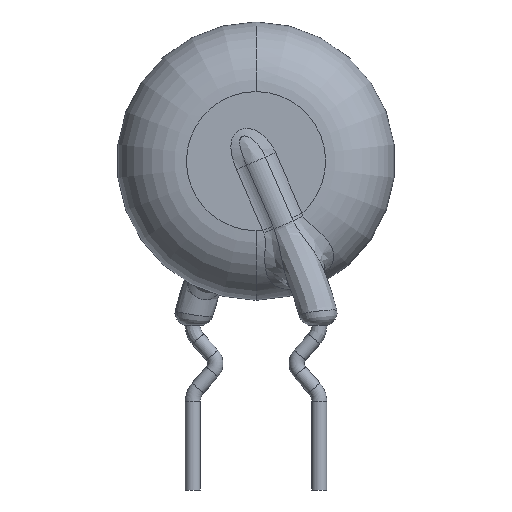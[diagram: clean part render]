
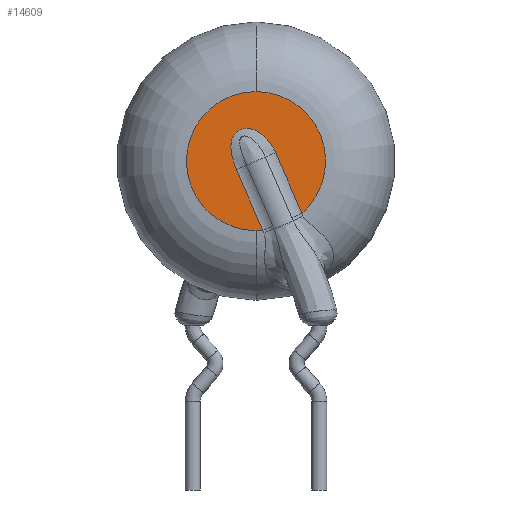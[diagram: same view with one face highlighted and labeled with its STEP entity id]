
A CAD part, front view. The second image highlights one B-rep face of the part: STEP entity #14609.
In plain terms, the highlighted planar face has unit normal (0, -1, 0).
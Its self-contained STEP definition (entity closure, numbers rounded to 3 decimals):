
#106 = LINE ( 'NONE', #3819, #2547 ) ;
#145 = CARTESIAN_POINT ( 'NONE',  ( -0.727, -2.75, 7.691 ) ) ;
#155 = VERTEX_POINT ( 'NONE', #3369 ) ;
#169 = CIRCLE ( 'NONE', #672, 2.75 ) ;
#394 = EDGE_LOOP ( 'NONE', ( #10388, #16673, #504, #12756, #1762, #9898 ) ) ;
#504 = ORIENTED_EDGE ( 'NONE', *, *, #5759, .T. ) ;
#672 = AXIS2_PLACEMENT_3D ( 'NONE', #16037, #10951, #9759 ) ;
#821 = EDGE_CURVE ( 'NONE', #7670, #13576, #13495, .T. ) ;
#927 = DIRECTION ( 'NONE',  ( 0., 0., 1. ) ) ;
#1157 = CARTESIAN_POINT ( 'NONE',  ( -0.993, -2.75, 7.097 ) ) ;
#1281 = VERTEX_POINT ( 'NONE', #15435 ) ;
#1335 = CARTESIAN_POINT ( 'NONE',  ( -0.884, -2.75, 6.44 ) ) ;
#1390 = CARTESIAN_POINT ( 'NONE',  ( -0.774, -2.75, 6.164 ) ) ;
#1502 = CARTESIAN_POINT ( 'NONE',  ( -0.22, -2.75, 7.779 ) ) ;
#1614 = CIRCLE ( 'NONE', #12146, 2.75 ) ;
#1651 = DIRECTION ( 'NONE',  ( 0., 1., 0. ) ) ;
#1762 = ORIENTED_EDGE ( 'NONE', *, *, #821, .F. ) ;
#2458 = CARTESIAN_POINT ( 'NONE',  ( 0., -2.75, 9.25 ) ) ;
#2547 = VECTOR ( 'NONE', #6607, 1000. ) ;
#3369 = CARTESIAN_POINT ( 'NONE',  ( 0., -2.75, 3.75 ) ) ;
#3409 = VECTOR ( 'NONE', #3756, 1000. ) ;
#3756 = DIRECTION ( 'NONE',  ( -0.398, 0., 0.917 ) ) ;
#3819 = CARTESIAN_POINT ( 'NONE',  ( 0.774, -2.75, 6.836 ) ) ;
#4025 = CARTESIAN_POINT ( 'NONE',  ( -0.004, -2.75, 7.716 ) ) ;
#4807 = CARTESIAN_POINT ( 'NONE',  ( 0., -2.75, 6.5 ) ) ;
#5277 = CARTESIAN_POINT ( 'NONE',  ( -0.293, -2.75, 7.792 ) ) ;
#5289 = AXIS2_PLACEMENT_3D ( 'NONE', #4807, #15508, #927 ) ;
#5319 = CARTESIAN_POINT ( 'NONE',  ( -0.774, -2.75, 6.164 ) ) ;
#5759 = EDGE_CURVE ( 'NONE', #12755, #1281, #8192, .T. ) ;
#6179 = CARTESIAN_POINT ( 'NONE',  ( 0., -2.75, 6.5 ) ) ;
#6301 = CARTESIAN_POINT ( 'NONE',  ( -0.964, -2.75, 7.317 ) ) ;
#6390 = CARTESIAN_POINT ( 'NONE',  ( -0.943, -2.75, 7.391 ) ) ;
#6477 = CARTESIAN_POINT ( 'NONE',  ( -0.835, -2.75, 7.589 ) ) ;
#6607 = DIRECTION ( 'NONE',  ( 0.398, 0., -0.917 ) ) ;
#7112 = EDGE_CURVE ( 'NONE', #1281, #13576, #106, .T. ) ;
#7191 = FACE_OUTER_BOUND ( 'NONE', #394, .T. ) ;
#7670 = VERTEX_POINT ( 'NONE', #2458 ) ;
#8192 = B_SPLINE_CURVE_WITH_KNOTS ( 'NONE', 3,
 ( #10487, #15583, #1335, #12759, #9028, #1157, #15493, #6301, #6390, #15755, #6477, #145, #9203, #11741, #13097, #5277, #1502, #4025, #11500, #14389, #11660, #10321, #14217, #16760 ),
 .UNSPECIFIED., .F., .F.,
 ( 4, 2, 2, 2, 2, 2, 2, 2, 2, 2, 2, 4 ),
 ( 0., 0., 0.001, 0.001, 0.001, 0.002, 0.002, 0.002, 0.002, 0.003, 0.003, 0.004 ),
 .UNSPECIFIED. ) ;
#8678 = EDGE_CURVE ( 'NONE', #9039, #12755, #16490, .T. ) ;
#8781 = EDGE_CURVE ( 'NONE', #9039, #155, #169, .T. ) ;
#9028 = CARTESIAN_POINT ( 'NONE',  ( -0.987, -2.75, 6.874 ) ) ;
#9039 = VERTEX_POINT ( 'NONE', #9374 ) ;
#9203 = CARTESIAN_POINT ( 'NONE',  ( -0.661, -2.75, 7.732 ) ) ;
#9374 = CARTESIAN_POINT ( 'NONE',  ( 0.267, -2.75, 3.763 ) ) ;
#9710 = AXIS2_PLACEMENT_3D ( 'NONE', #13257, #1651, #11970 ) ;
#9759 = DIRECTION ( 'NONE',  ( 0., 0., 1. ) ) ;
#9898 = ORIENTED_EDGE ( 'NONE', *, *, #16345, .F. ) ;
#10321 = CARTESIAN_POINT ( 'NONE',  ( 0.64, -2.75, 7.105 ) ) ;
#10388 = ORIENTED_EDGE ( 'NONE', *, *, #8781, .F. ) ;
#10487 = CARTESIAN_POINT ( 'NONE',  ( -0.774, -2.75, 6.164 ) ) ;
#10951 = DIRECTION ( 'NONE',  ( 0., 1., 0. ) ) ;
#11500 = CARTESIAN_POINT ( 'NONE',  ( 0.128, -2.75, 7.64 ) ) ;
#11660 = CARTESIAN_POINT ( 'NONE',  ( 0.464, -2.75, 7.345 ) ) ;
#11741 = CARTESIAN_POINT ( 'NONE',  ( -0.52, -2.75, 7.783 ) ) ;
#11970 = DIRECTION ( 'NONE',  ( 0., 0., 1. ) ) ;
#12146 = AXIS2_PLACEMENT_3D ( 'NONE', #6179, #14159, #15446 ) ;
#12755 = VERTEX_POINT ( 'NONE', #5319 ) ;
#12756 = ORIENTED_EDGE ( 'NONE', *, *, #7112, .T. ) ;
#12759 = CARTESIAN_POINT ( 'NONE',  ( -0.96, -2.75, 6.725 ) ) ;
#13097 = CARTESIAN_POINT ( 'NONE',  ( -0.445, -2.75, 7.794 ) ) ;
#13257 = CARTESIAN_POINT ( 'NONE',  ( 0., -2.75, 6.5 ) ) ;
#13439 = CARTESIAN_POINT ( 'NONE',  ( 1.816, -2.75, 4.435 ) ) ;
#13495 = CIRCLE ( 'NONE', #9710, 2.75 ) ;
#13576 = VERTEX_POINT ( 'NONE', #13439 ) ;
#14159 = DIRECTION ( 'NONE',  ( 0., 1., 0. ) ) ;
#14217 = CARTESIAN_POINT ( 'NONE',  ( 0.715, -2.75, 6.974 ) ) ;
#14389 = CARTESIAN_POINT ( 'NONE',  ( 0.363, -2.75, 7.454 ) ) ;
#14609 = ADVANCED_FACE ( 'NONE', ( #7191 ), #14994, .F. ) ;
#14994 = PLANE ( 'NONE',  #5289 ) ;
#15435 = CARTESIAN_POINT ( 'NONE',  ( 0.774, -2.75, 6.836 ) ) ;
#15446 = DIRECTION ( 'NONE',  ( 0., 0., 1. ) ) ;
#15493 = CARTESIAN_POINT ( 'NONE',  ( -0.989, -2.75, 7.171 ) ) ;
#15508 = DIRECTION ( 'NONE',  ( 0., 1., 0. ) ) ;
#15583 = CARTESIAN_POINT ( 'NONE',  ( -0.834, -2.75, 6.301 ) ) ;
#15755 = CARTESIAN_POINT ( 'NONE',  ( -0.879, -2.75, 7.526 ) ) ;
#16037 = CARTESIAN_POINT ( 'NONE',  ( 0., -2.75, 6.5 ) ) ;
#16345 = EDGE_CURVE ( 'NONE', #155, #7670, #1614, .T. ) ;
#16490 = LINE ( 'NONE', #1390, #3409 ) ;
#16673 = ORIENTED_EDGE ( 'NONE', *, *, #8678, .T. ) ;
#16760 = CARTESIAN_POINT ( 'NONE',  ( 0.774, -2.75, 6.836 ) ) ;
